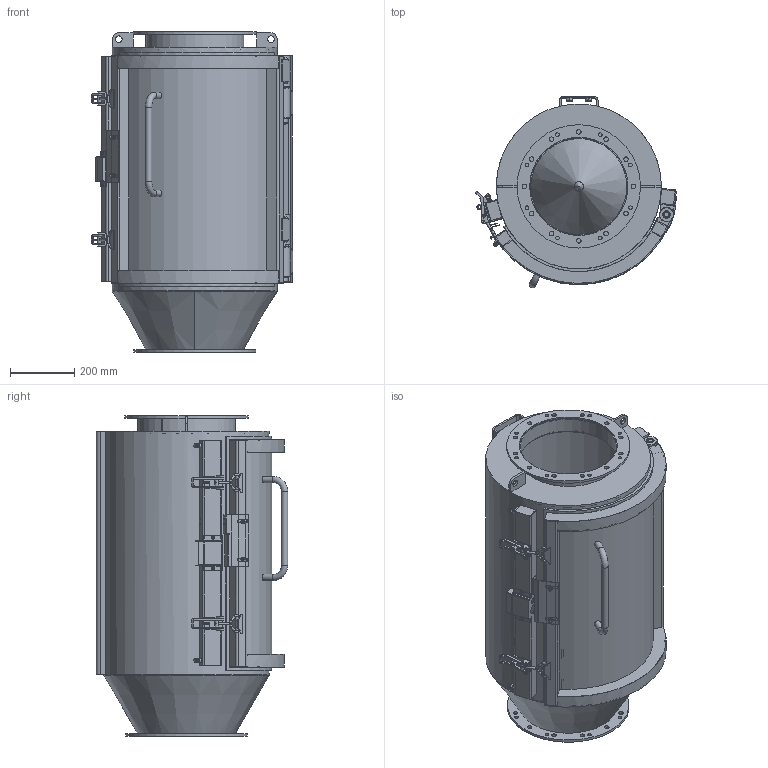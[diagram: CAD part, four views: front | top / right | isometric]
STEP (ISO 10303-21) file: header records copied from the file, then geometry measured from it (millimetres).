
FILE_DESCRIPTION(/* description */ (''),/* implementation_level */ '2;1');
FILE_NAME(/* name */ 'SPPE000064.stp',/* time_stamp */ '2018-07-27T12:31:15+02:00',/* author */ ('pw'),/* organization */ (''),/* preprocessor_version */ 'ST-DEVELOPER v16.5',/* originating_system */ 'Autodesk Inventor 2017',/* authorisation */ '');
FILE_SCHEMA (('AUTOMOTIVE_DESIGN { 1 0 10303 214 3 1 1 }'));
Length unit declared in the file: millimetre
Products named in the file (1): SPPE000064_Obal_1
Bounding box: 627.77 x 597.28 x 999.2 mm (x, y, z)
Volume: 12127099.5 mm3; surface area: 5909902.5 mm2
Topology: 29 solids, 40 shells, 1250 faces, 3228 edges, 2028 vertices
Faces by surface type: plane 680, cylinder 386, cone 103, torus 58, sphere 17, bspline 6
Full cylindrical faces by diameter (mm): 2.459 x4, 3 x4, 3.242 x2, 4 x8, 4.917 x7, 6 x8, 6.3 x2, 6.6 x3, 6.647 x4, 7 x10, 8 x6, 8.1 x2, 10 x4, 10.106 x4, 11.5 x16, 12 x4, 12.5 x4, 13 x3, 13.5 x4, 14 x26, 16.5 x1, 17.4 x1, 19 x2, 20 x13, 21 x4, 22 x2, 23 x4, 26 x1, 31 x6, 32 x2
Entity records: 39083 total; most frequent: CARTESIAN_POINT 8445, DIRECTION 6126, ORIENTED_EDGE 5728, EDGE_CURVE 2815, AXIS2_PLACEMENT_3D 2302, VERTEX_POINT 1917, EDGE_LOOP 1830, LINE 1522
